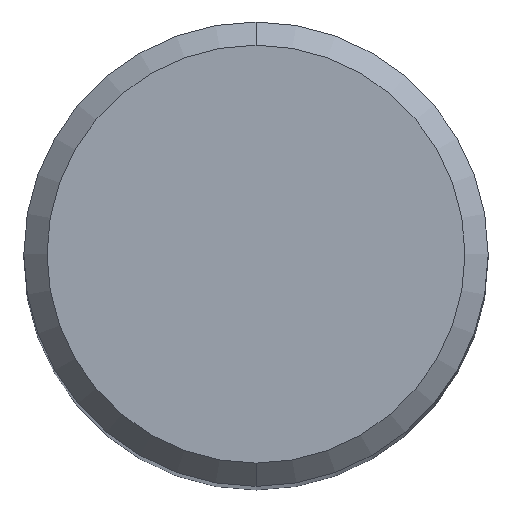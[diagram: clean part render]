
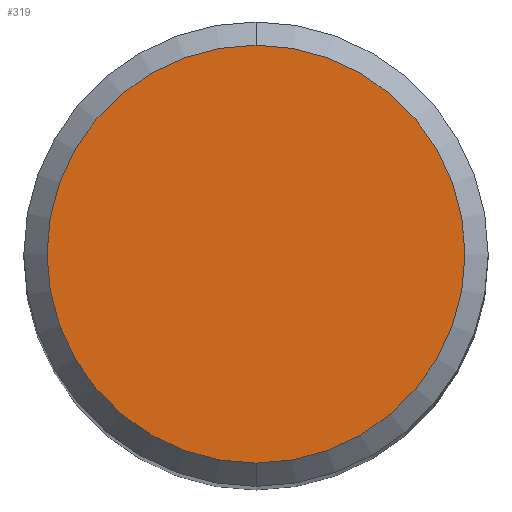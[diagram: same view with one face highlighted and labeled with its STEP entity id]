
A CAD part, top view. The second image highlights one B-rep face of the part: STEP entity #319.
In plain terms, the highlighted planar face has unit normal (0, 0, 1).
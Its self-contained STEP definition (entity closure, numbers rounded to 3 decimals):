
#207=VERTEX_POINT('',#518);
#223=EDGE_CURVE('',#329,#207,#534,.T.);
#319=ADVANCED_FACE('',(#639),#640,.T.);
#327=EDGE_CURVE('',#207,#329,#648,.T.);
#329=VERTEX_POINT('',#650);
#518=CARTESIAN_POINT('',(0.,-3.6,0.0));
#534=CIRCLE('',#899,3.6);
#639=FACE_OUTER_BOUND('',#1139,.T.);
#640=PLANE('',#1140);
#648=CIRCLE('',#1178,3.6);
#650=CARTESIAN_POINT('',(0.0,3.6,0.0));
#899=AXIS2_PLACEMENT_3D('',#1514,#1515,#1516);
#1139=EDGE_LOOP('',(#1624,#1625));
#1140=AXIS2_PLACEMENT_3D('',#1626,#1627,#1628);
#1178=AXIS2_PLACEMENT_3D('',#1630,#1631,#1632);
#1514=CARTESIAN_POINT('',(0.0,0.0,0.0));
#1515=DIRECTION('',(0.0,0.0,-1.0));
#1516=DIRECTION('',(0.0,1.0,0.0));
#1624=ORIENTED_EDGE('',*,*,#223,.F.);
#1625=ORIENTED_EDGE('',*,*,#327,.F.);
#1626=CARTESIAN_POINT('',(0.0,1.8,0.0));
#1627=DIRECTION('',(-0.0,0.0,1.0));
#1628=DIRECTION('',(0.0,-1.0,0.0));
#1630=CARTESIAN_POINT('',(0.0,0.0,0.0));
#1631=DIRECTION('',(0.0,0.0,-1.0));
#1632=DIRECTION('',(0.0,1.0,0.0));
